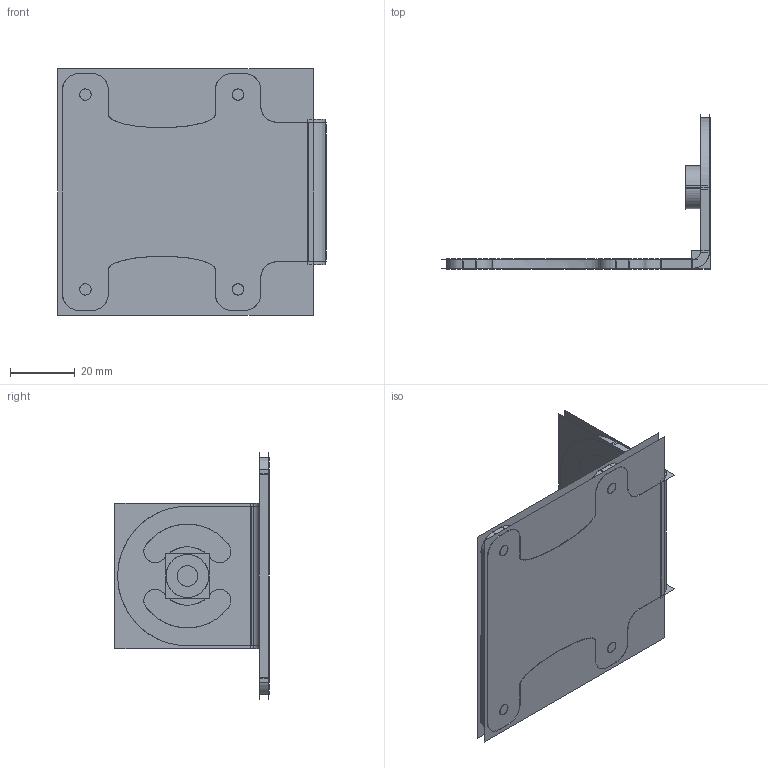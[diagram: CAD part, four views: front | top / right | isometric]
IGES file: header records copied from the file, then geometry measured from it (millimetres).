
Start section:  PTC IGES file: 193491.igs
Global section: file name: 193491.igs; native system: Creo Parametric by Parametric Technology Corporation; preprocessor: 2016010; author: pdmadmin; organization: Unknown; date: 20160418.134633; units: millimetre
Bounding box: 82.66 x 47.47 x 75.92 mm (x, y, z)
Volume: 15347.9 mm3; surface area: 58020.3 mm2
Topology: 2 solids, 2 shells, 128 faces, 670 edges, 856 vertices
Faces by surface type: revolution 76, bspline 52
